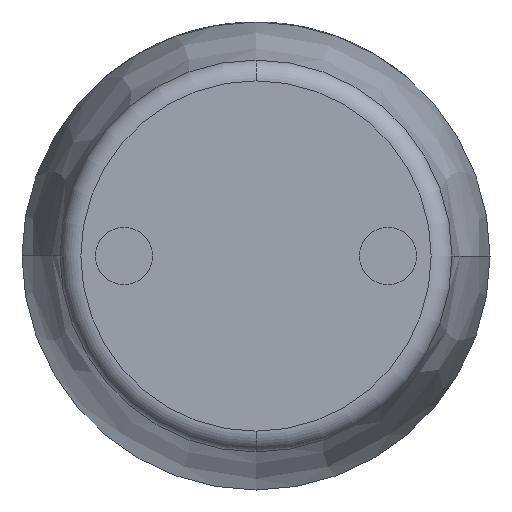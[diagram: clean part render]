
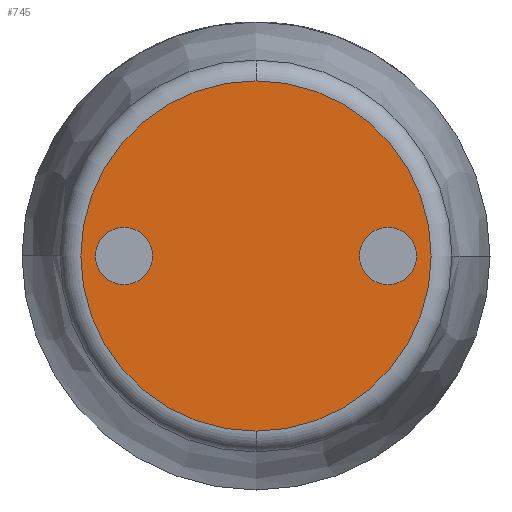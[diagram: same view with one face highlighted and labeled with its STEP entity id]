
A CAD part, front view. The second image highlights one B-rep face of the part: STEP entity #745.
In plain terms, the highlighted planar face has unit normal (0, -1, 0).
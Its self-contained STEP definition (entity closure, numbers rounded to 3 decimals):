
#82 = FACE_OUTER_BOUND ( 'NONE', #2859, .T. ) ;
#168 = DIRECTION ( 'NONE',  ( 0., 0., 1. ) ) ;
#245 = CIRCLE ( 'NONE', #1635, 0.275 ) ;
#364 = CARTESIAN_POINT ( 'NONE',  ( 0., 0., -1.684 ) ) ;
#424 = EDGE_LOOP ( 'NONE', ( #3067, #679 ) ) ;
#425 = DIRECTION ( 'NONE',  ( 0., 0., -1. ) ) ;
#426 = CARTESIAN_POINT ( 'NONE',  ( 1.27, 0., 0. ) ) ;
#467 = DIRECTION ( 'NONE',  ( 0., -1., 0. ) ) ;
#469 = VERTEX_POINT ( 'NONE', #2328 ) ;
#503 = VERTEX_POINT ( 'NONE', #364 ) ;
#531 = EDGE_CURVE ( 'NONE', #2967, #469, #245, .T. ) ;
#668 = EDGE_CURVE ( 'NONE', #812, #2249, #3415, .T. ) ;
#679 = ORIENTED_EDGE ( 'NONE', *, *, #2453, .T. ) ;
#681 = DIRECTION ( 'NONE',  ( 0., 0., 1. ) ) ;
#745 = ADVANCED_FACE ( 'NONE', ( #82, #3562, #3599 ), #1639, .F. ) ;
#812 = VERTEX_POINT ( 'NONE', #1949 ) ;
#878 = CARTESIAN_POINT ( 'NONE',  ( -1.27, 0., 0.275 ) ) ;
#896 = CIRCLE ( 'NONE', #2335, 0.275 ) ;
#1002 = AXIS2_PLACEMENT_3D ( 'NONE', #1590, #2999, #2421 ) ;
#1060 = VERTEX_POINT ( 'NONE', #1485 ) ;
#1267 = DIRECTION ( 'NONE',  ( 0., -1., 0. ) ) ;
#1305 = ORIENTED_EDGE ( 'NONE', *, *, #2654, .T. ) ;
#1328 = AXIS2_PLACEMENT_3D ( 'NONE', #2450, #2738, #168 ) ;
#1424 = DIRECTION ( 'NONE',  ( 0., -1., 0. ) ) ;
#1485 = CARTESIAN_POINT ( 'NONE',  ( 0., 0., 1.684 ) ) ;
#1590 = CARTESIAN_POINT ( 'NONE',  ( 0., 0., 0. ) ) ;
#1635 = AXIS2_PLACEMENT_3D ( 'NONE', #2142, #3560, #425 ) ;
#1639 = PLANE ( 'NONE',  #1328 ) ;
#1793 = CARTESIAN_POINT ( 'NONE',  ( -1.27, 0., 0. ) ) ;
#1870 = EDGE_LOOP ( 'NONE', ( #3054, #2251 ) ) ;
#1949 = CARTESIAN_POINT ( 'NONE',  ( -1.27, 0., -0.275 ) ) ;
#1952 = CARTESIAN_POINT ( 'NONE',  ( 0., 0., 0. ) ) ;
#2138 = EDGE_CURVE ( 'NONE', #1060, #503, #3009, .T. ) ;
#2142 = CARTESIAN_POINT ( 'NONE',  ( 1.27, 0., 0. ) ) ;
#2249 = VERTEX_POINT ( 'NONE', #878 ) ;
#2251 = ORIENTED_EDGE ( 'NONE', *, *, #668, .F. ) ;
#2252 = DIRECTION ( 'NONE',  ( 0., 0., 1. ) ) ;
#2301 = ORIENTED_EDGE ( 'NONE', *, *, #2138, .T. ) ;
#2302 = AXIS2_PLACEMENT_3D ( 'NONE', #1952, #1424, #2252 ) ;
#2328 = CARTESIAN_POINT ( 'NONE',  ( 1.27, 0., -0.275 ) ) ;
#2335 = AXIS2_PLACEMENT_3D ( 'NONE', #426, #2420, #3260 ) ;
#2405 = AXIS2_PLACEMENT_3D ( 'NONE', #1793, #1267, #681 ) ;
#2420 = DIRECTION ( 'NONE',  ( 0., 1., 0. ) ) ;
#2421 = DIRECTION ( 'NONE',  ( 0., 0., 1. ) ) ;
#2450 = CARTESIAN_POINT ( 'NONE',  ( 0., 0., 0. ) ) ;
#2453 = EDGE_CURVE ( 'NONE', #469, #2967, #896, .T. ) ;
#2654 = EDGE_CURVE ( 'NONE', #503, #1060, #3660, .T. ) ;
#2738 = DIRECTION ( 'NONE',  ( 0., 1., 0. ) ) ;
#2759 = CARTESIAN_POINT ( 'NONE',  ( -1.27, 0., 0. ) ) ;
#2859 = EDGE_LOOP ( 'NONE', ( #1305, #2301 ) ) ;
#2967 = VERTEX_POINT ( 'NONE', #3173 ) ;
#2999 = DIRECTION ( 'NONE',  ( 0., -1., 0. ) ) ;
#3009 = CIRCLE ( 'NONE', #2302, 1.684 ) ;
#3054 = ORIENTED_EDGE ( 'NONE', *, *, #3512, .F. ) ;
#3067 = ORIENTED_EDGE ( 'NONE', *, *, #531, .T. ) ;
#3173 = CARTESIAN_POINT ( 'NONE',  ( 1.27, 0., 0.275 ) ) ;
#3260 = DIRECTION ( 'NONE',  ( 0., 0., -1. ) ) ;
#3310 = AXIS2_PLACEMENT_3D ( 'NONE', #2759, #467, #3321 ) ;
#3321 = DIRECTION ( 'NONE',  ( 0., 0., 1. ) ) ;
#3373 = CIRCLE ( 'NONE', #3310, 0.275 ) ;
#3415 = CIRCLE ( 'NONE', #2405, 0.275 ) ;
#3512 = EDGE_CURVE ( 'NONE', #2249, #812, #3373, .T. ) ;
#3560 = DIRECTION ( 'NONE',  ( 0., 1., 0. ) ) ;
#3562 = FACE_BOUND ( 'NONE', #424, .T. ) ;
#3599 = FACE_BOUND ( 'NONE', #1870, .T. ) ;
#3660 = CIRCLE ( 'NONE', #1002, 1.684 ) ;
